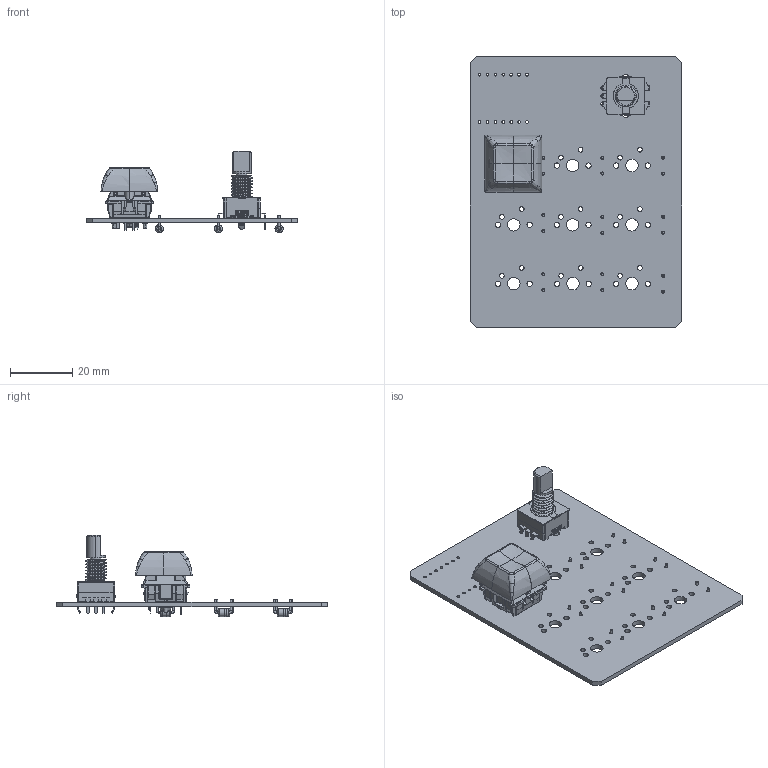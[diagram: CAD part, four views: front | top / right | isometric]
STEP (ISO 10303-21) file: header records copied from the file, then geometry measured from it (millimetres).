
FILE_DESCRIPTION(('KiCad electronic assembly'),'2;1');
FILE_NAME('hackpad.step','2025-07-06T23:36:30',('Pcbnew'),('Kicad'), 'Open CASCADE STEP processor 7.8','KiCad to STEP converter','Unknown' );
FILE_SCHEMA(('AUTOMOTIVE_DESIGN { 1 0 10303 214 1 1 1 1 }'));
Length unit declared in the file: millimetre
Products named in the file (12): hackpad 1; b23b2af1c99153fe488ddd7cfa8304c6e30416d8_mx_; MX Öá °´¼ü¡ä_¨¹___¡§1; MX ס סͥ¨¢¨¬_¡§¡顧__; MXס ϞñLEDLEDLED; MXÖá ÖáÌå µ×²¿ ¦Ì¡Á2__Ä¬ÈÏ_¨¢2____¨¨_; ֫½ğ__Ĭɏ__¨¨_; c990debf2e87af77aff33d4675e1050119eaf0e5_dsa_keycap_cherrymx; æè½¬ç¼ç å¨; D_T-1_P5.08mm_Horizontal; hackpad_PCB; hackpad 2
Assembly tree (18 placements, depth 3):
  hackpad 1
    b23b2af1c99153fe488ddd7cfa8304c6e30416d8_mx_
      MX Öá °´¼ü¡ä_¨¹___¡§1
      MX ס סͥ¨¢¨¬_¡§¡顧__
      MXס ϞñLEDLEDLED
      MXÖá ÖáÌå µ×²¿ ¦Ì¡Á2__Ä¬ÈÏ_¨¢2____¨¨_
      ֫½ğ__Ĭɏ__¨¨_
    c990debf2e87af77aff33d4675e1050119eaf0e5_dsa_keycap_cherrymx
    æè½¬ç¼ç å¨
    D_T-1_P5.08mm_Horizontal  x9
    hackpad_PCB
  hackpad 2
Bounding box: 68 x 87 x 26.19 mm (x, y, z)
Volume: 12381.8 mm3; surface area: 18572.2 mm2
Topology: 27 solids, 27 shells, 2200 faces, 5341 edges, 3128 vertices
Faces by surface type: cylinder 894, plane 773, torus 245, bspline 124, sphere 113, revolution 38, cone 13
Full cylindrical faces by diameter (mm): 0.7 x36, 0.889 x14, 1 x23, 1.5 x18, 1.7 x18, 2.6 x11, 2.62 x9, 4 x9
Entity records: 68419 total; most frequent: CARTESIAN_POINT 17907, DIRECTION 10185, ORIENTED_EDGE 10064, EDGE_CURVE 5032, AXIS2_PLACEMENT_3D 3666, VERTEX_POINT 3008, LINE 2815, VECTOR 2815
